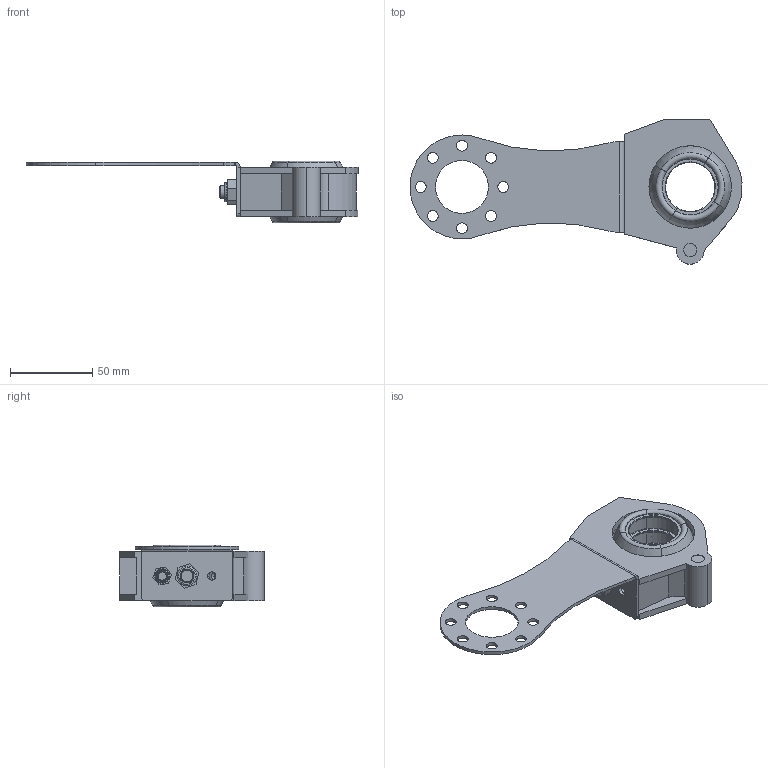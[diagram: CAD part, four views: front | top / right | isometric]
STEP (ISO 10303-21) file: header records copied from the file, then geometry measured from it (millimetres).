
FILE_DESCRIPTION (( 'STEP AP203' ), '1' );
FILE_NAME ('P8242-2.STEP', '2020-11-18T13:48:26', ( '' ), ( '' ), 'SwSTEP 2.0', 'SolidWorks 2019', '' );
FILE_SCHEMA (( 'CONFIG_CONTROL_DESIGN' ));
Length unit declared in the file: millimetre
Products named in the file (1): P8242-2
Bounding box: 201.3 x 87.53 x 37.37 mm (x, y, z)
Volume: 105685.1 mm3; surface area: 56495.3 mm2
Topology: 10 solids, 10 shells, 522 faces, 1315 edges, 842 vertices
Faces by surface type: plane 179, cylinder 160, torus 92, cone 44, bspline 35, sphere 12
Entity records: 18232 total; most frequent: CARTESIAN_POINT 5382, DIRECTION 2757, ORIENTED_EDGE 2606, EDGE_CURVE 1303, AXIS2_PLACEMENT_3D 1069, VERTEX_POINT 842, VECTOR 619, LINE 619
